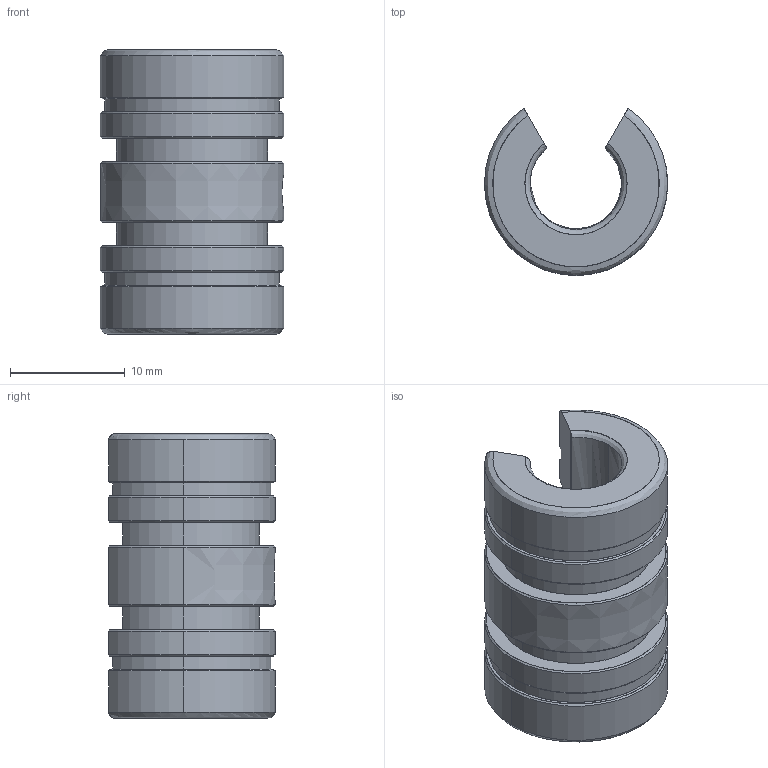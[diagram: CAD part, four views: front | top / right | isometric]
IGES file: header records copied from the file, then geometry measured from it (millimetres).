
Start section: SolidWorks IGES file using analytic representation for surfaces
Global section: file name: PlainBearing_8F34891ED0.igs; native system: SolidWorks 2019; preprocessor: SolidWorks 2019; author: PCM_PROD1; date: 210801.062615; units: inch
Bounding box: 15.99 x 14.56 x 24.87 mm (x, y, z)
Surface area: 3201.1 mm2 (no closed solid volume)
Topology: 0 solids, 0 shells, 82 faces, 1264 edges, 1264 vertices
Faces by surface type: revolution 64, bspline 18
